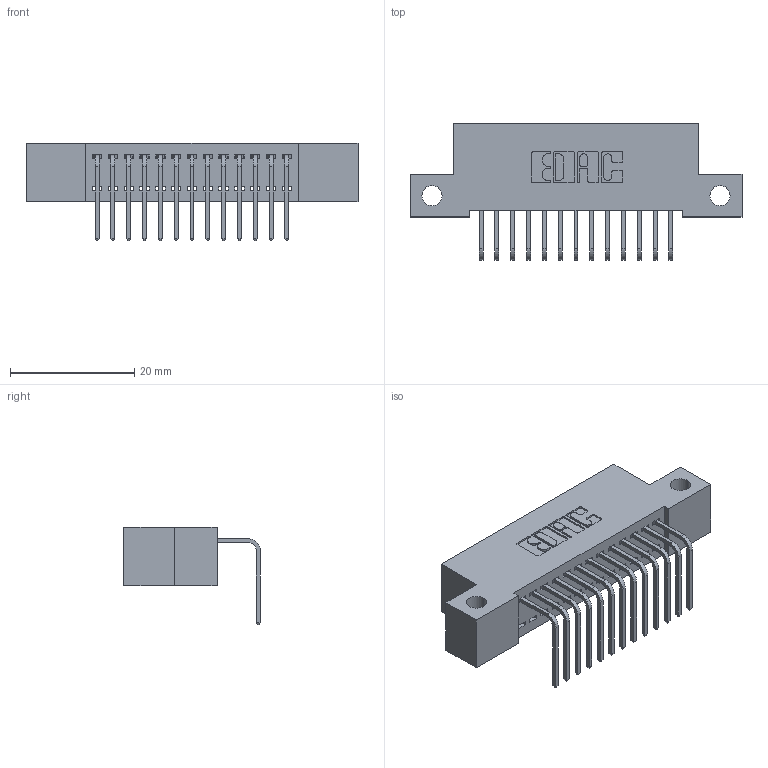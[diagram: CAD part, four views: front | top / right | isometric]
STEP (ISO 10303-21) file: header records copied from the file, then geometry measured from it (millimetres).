
FILE_DESCRIPTION (( 'STEP AP203' ), '1' );
FILE_NAME ('392-013-558-112.STEP', '2018-08-14T23:17:52', ( '' ), ( '' ), 'SwSTEP 2.0', 'SolidWorks 2016', '' );
FILE_SCHEMA (( 'CONFIG_CONTROL_DESIGN' ));
Length unit declared in the file: inch
Products named in the file (3): 345-292-001_558 Tail - 2; 392-013-558-112; 342 Part_Side Mount
Assembly tree (14 placements, depth 2):
  392-013-558-112
    342 Part_Side Mount
    345-292-001_558 Tail - 2  x13
Bounding box: 53.34 x 21.91 x 15.62 mm (x, y, z)
Volume: 4539.4 mm3; surface area: 6207.4 mm2
Topology: 14 solids, 14 shells, 890 faces, 2665 edges, 1758 vertices
Faces by surface type: plane 638, cylinder 252
Entity records: 11653 total; most frequent: CARTESIAN_POINT 2021, ORIENTED_EDGE 1970, DIRECTION 1763, EDGE_CURVE 985, VECTOR 857, LINE 857, VERTEX_POINT 654, AXIS2_PLACEMENT_3D 453
